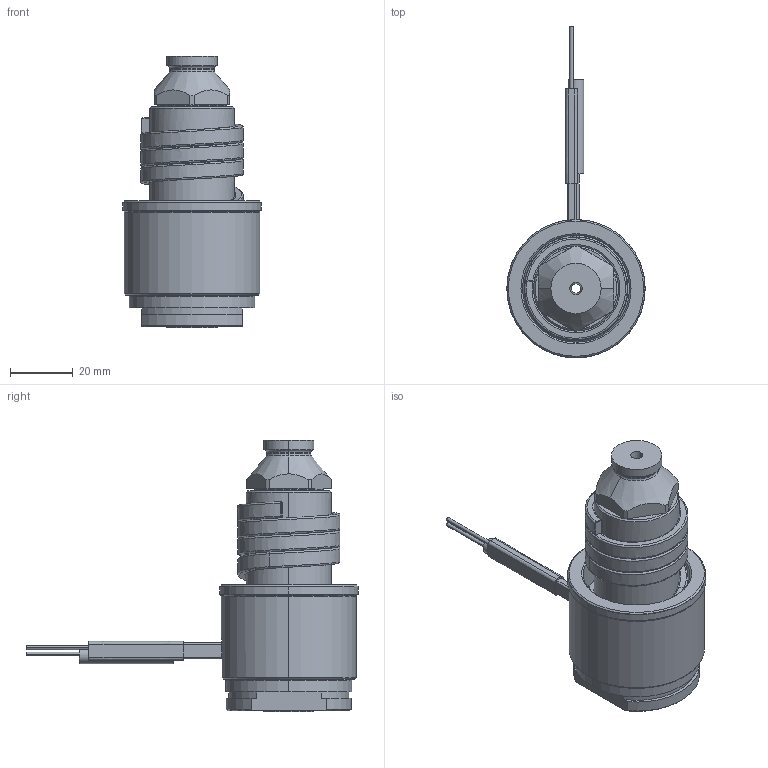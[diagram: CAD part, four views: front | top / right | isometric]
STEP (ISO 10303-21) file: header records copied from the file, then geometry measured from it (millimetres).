
FILE_DESCRIPTION((''),'2;1');
FILE_NAME('EL-86-APO-N','2014-02-17T',('Íàòàëüÿ'),('IMID'),'PRO/ENGINEER BY PARAMETRIC TECHNOLOGY CORPORATION, 2010480','PRO/ENGINEER BY PARAMETRIC TECHNOLOGY CORPORATION, 2010480','');
FILE_SCHEMA(('CONFIG_CONTROL_DESIGN'));
Length unit declared in the file: millimetre
Products named in the file (1): EL-86-APO-N
Bounding box: 44 x 105.5 x 86.3 mm (x, y, z)
Volume: 71550.4 mm3; surface area: 29549 mm2
Topology: 1 solids, 8 shells, 291 faces, 716 edges, 426 vertices
Faces by surface type: cylinder 95, cone 52, bspline 51, plane 49, torus 25, revolution 9, extrusion 8, sphere 2
Entity records: 14188 total; most frequent: CARTESIAN_POINT 7613, ORIENTED_EDGE 1392, DIRECTION 1295, EDGE_CURVE 708, AXIS2_PLACEMENT_3D 516, VERTEX_POINT 426, EDGE_LOOP 312, CIRCLE 292
